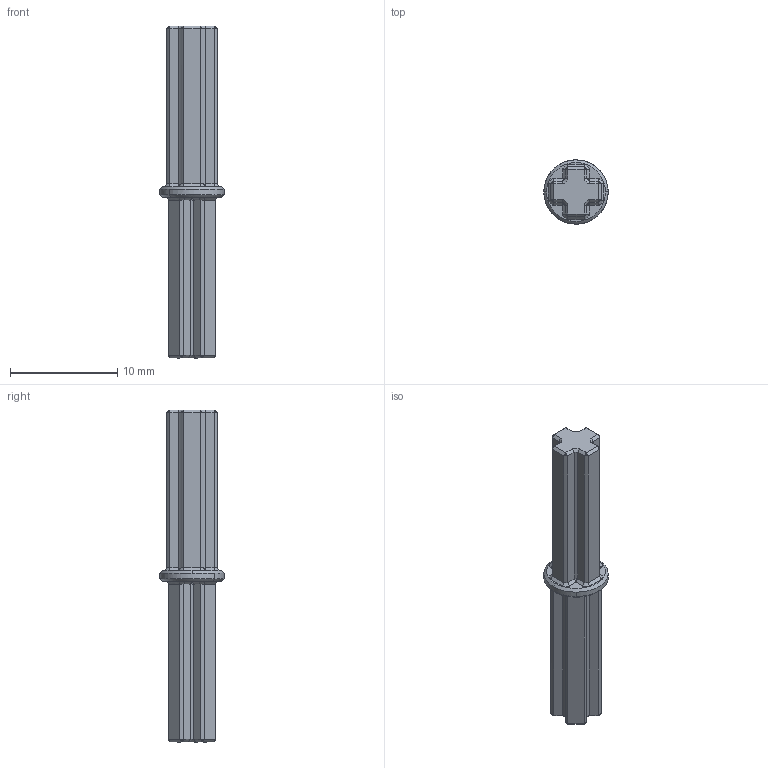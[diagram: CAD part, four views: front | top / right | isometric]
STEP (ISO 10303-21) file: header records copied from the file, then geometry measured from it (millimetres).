
FILE_DESCRIPTION (( 'STEP AP214' ), '1' );
FILE_NAME ('Cross Axle Pin 45.STEP', '2016-10-25T02:07:03', ( '' ), ( '' ), 'SwSTEP 2.0', 'SolidWorks 2016', '' );
FILE_SCHEMA (( 'AUTOMOTIVE_DESIGN' ));
Length unit declared in the file: millimetre
Products named in the file (1): Cross Axle Pin 45
Bounding box: 6 x 5.99 x 31 mm (x, y, z)
Volume: 464.3 mm3; surface area: 568.4 mm2
Topology: 1 solids, 1 shells, 202 faces, 472 edges, 274 vertices
Faces by surface type: bspline 172, plane 28, cylinder 2
Entity records: 30012 total; most frequent: CARTESIAN_POINT 27133, ORIENTED_EDGE 944, EDGE_CURVE 472, B_SPLINE_CURVE_WITH_KNOTS 340, VERTEX_POINT 274, EDGE_LOOP 204, ADVANCED_FACE 202, FACE_OUTER_BOUND 202
